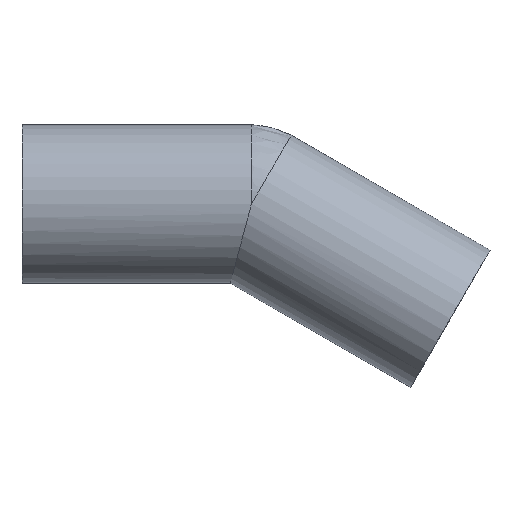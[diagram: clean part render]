
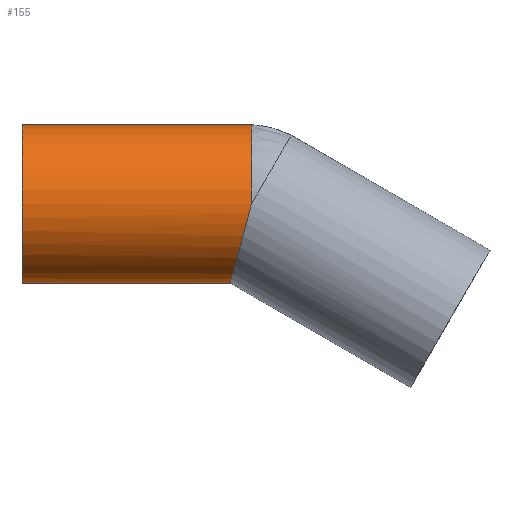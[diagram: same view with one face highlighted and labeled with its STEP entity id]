
A CAD part, top view. The second image highlights one B-rep face of the part: STEP entity #155.
In plain terms, the highlighted cylindrical face has radius 80 mm (diameter 160 mm), a partial arc.
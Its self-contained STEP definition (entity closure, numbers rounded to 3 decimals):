
#85 = EDGE_CURVE( '', #165, #195, #220, .T. );
#89 = EDGE_CURVE( '', #197, #139, #225, .T. );
#111 = EDGE_CURVE( '', #161, #197, #250, .T. );
#113 = EDGE_CURVE( '', #165, #139, #252, .T. );
#139 = VERTEX_POINT( '', #279 );
#155 = ADVANCED_FACE( '', ( #295 ), #296, .T. );
#161 = VERTEX_POINT( '', #304 );
#165 = VERTEX_POINT( '', #308 );
#179 = EDGE_CURVE( '', #195, #161, #324, .T. );
#195 = VERTEX_POINT( '', #343 );
#197 = VERTEX_POINT( '', #345 );
#220 = LINE( '', #359, #360 );
#225 = LINE( '', #366, #367 );
#250 = CIRCLE( '', #400, 80. );
#252 = CIRCLE( '', #403, 80. );
#279 = CARTESIAN_POINT( '', ( 0., 80., 0. ) );
#295 = FACE_OUTER_BOUND( '', #460, .T. );
#296 = CYLINDRICAL_SURFACE( '', #461, 80. );
#304 = CARTESIAN_POINT( '', ( 231.5, 0., 80. ) );
#308 = CARTESIAN_POINT( '', ( 0., -80., 0. ) );
#324 = ELLIPSE( '', #493, 82.822, 80. );
#343 = CARTESIAN_POINT( '', ( 210.064, -80., 0. ) );
#345 = CARTESIAN_POINT( '', ( 231.5, 80., 0. ) );
#359 = CARTESIAN_POINT( '', ( 115.75, -80., 0. ) );
#360 = VECTOR( '', #531, 1. );
#366 = CARTESIAN_POINT( '', ( 115.75, 80., 0. ) );
#367 = VECTOR( '', #541, 1. );
#400 = AXIS2_PLACEMENT_3D( '', #569, #570, #571 );
#403 = AXIS2_PLACEMENT_3D( '', #572, #573, #574 );
#460 = EDGE_LOOP( '', ( #612, #613, #614, #615, #616 ) );
#461 = AXIS2_PLACEMENT_3D( '', #617, #618, #619 );
#493 = AXIS2_PLACEMENT_3D( '', #659, #660, #661 );
#531 = DIRECTION( '', ( 1., 0., 0. ) );
#541 = DIRECTION( '', ( -1., 0., 0. ) );
#569 = CARTESIAN_POINT( '', ( 231.5, 0., 0. ) );
#570 = DIRECTION( '', ( -1., 0., 0. ) );
#571 = DIRECTION( '', ( 0., 1., 0. ) );
#572 = CARTESIAN_POINT( '', ( 0., 0., 0. ) );
#573 = DIRECTION( '', ( -1., 0., 0. ) );
#574 = DIRECTION( '', ( 0., 1., 0. ) );
#612 = ORIENTED_EDGE( '', *, *, #89, .T. );
#613 = ORIENTED_EDGE( '', *, *, #113, .F. );
#614 = ORIENTED_EDGE( '', *, *, #85, .T. );
#615 = ORIENTED_EDGE( '', *, *, #179, .T. );
#616 = ORIENTED_EDGE( '', *, *, #111, .T. );
#617 = CARTESIAN_POINT( '', ( 115.75, 0., 0. ) );
#618 = DIRECTION( '', ( 1., 0., 0. ) );
#619 = DIRECTION( '', ( 0., 1., 0. ) );
#659 = CARTESIAN_POINT( '', ( 231.5, 0., 0. ) );
#660 = DIRECTION( '', ( -0.966, 0.259, 0. ) );
#661 = DIRECTION( '', ( 0.259, 0.966, 0. ) );
